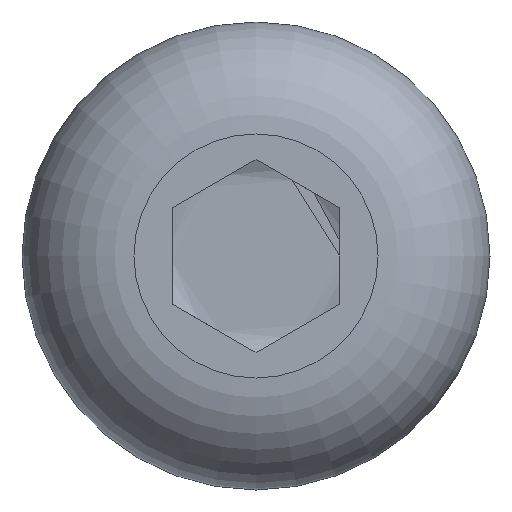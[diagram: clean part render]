
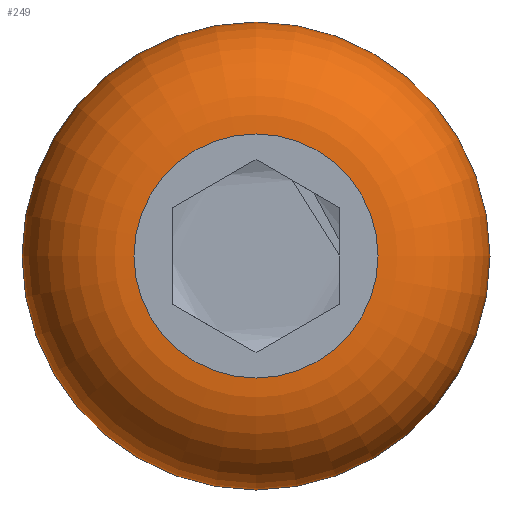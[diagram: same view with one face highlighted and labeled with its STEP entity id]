
A CAD part, left-side view. The second image highlights one B-rep face of the part: STEP entity #249.
In plain terms, the highlighted toroidal (fillet/blend) face has major radius 3.65 mm and minor radius 3.35 mm.
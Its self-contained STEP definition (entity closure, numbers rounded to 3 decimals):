
#74=FACE_OUTER_BOUND('',#90,.T.);
#90=EDGE_LOOP('',(#191,#192,#193,#194,#195));
#109=CIRCLE('',#293,7.);
#110=CIRCLE('',#294,7.);
#111=CIRCLE('',#295,3.35);
#112=CIRCLE('',#296,3.65);
#120=VERTEX_POINT('',#402);
#121=VERTEX_POINT('',#403);
#122=VERTEX_POINT('',#406);
#147=EDGE_CURVE('',#120,#121,#109,.T.);
#148=EDGE_CURVE('',#121,#120,#110,.T.);
#149=EDGE_CURVE('',#120,#122,#111,.T.);
#150=EDGE_CURVE('',#122,#122,#112,.T.);
#191=ORIENTED_EDGE('',*,*,#147,.T.);
#192=ORIENTED_EDGE('',*,*,#148,.T.);
#193=ORIENTED_EDGE('',*,*,#149,.T.);
#194=ORIENTED_EDGE('',*,*,#150,.T.);
#195=ORIENTED_EDGE('',*,*,#149,.F.);
#243=TOROIDAL_SURFACE('',#292,3.65,3.35);
#249=ADVANCED_FACE('',(#74),#243,.T.);
#292=AXIS2_PLACEMENT_3D('',#401,#336,#337);
#293=AXIS2_PLACEMENT_3D('',#404,#338,#339);
#294=AXIS2_PLACEMENT_3D('',#405,#340,#341);
#295=AXIS2_PLACEMENT_3D('',#407,#342,#343);
#296=AXIS2_PLACEMENT_3D('',#408,#344,#345);
#336=DIRECTION('center_axis',(1.,0.,0.));
#337=DIRECTION('ref_axis',(0.,0.,-1.));
#338=DIRECTION('center_axis',(-1.,0.,0.));
#339=DIRECTION('ref_axis',(0.,-1.,0.));
#340=DIRECTION('center_axis',(-1.,0.,0.));
#341=DIRECTION('ref_axis',(0.,-1.,0.));
#342=DIRECTION('center_axis',(0.,-1.,0.));
#343=DIRECTION('ref_axis',(0.,0.,1.));
#344=DIRECTION('center_axis',(1.,0.,0.));
#345=DIRECTION('ref_axis',(0.,-1.,0.));
#401=CARTESIAN_POINT('Origin',(-1.05,0.,0.));
#402=CARTESIAN_POINT('',(-1.05,0.,7.));
#403=CARTESIAN_POINT('',(-1.05,-7.,0.));
#404=CARTESIAN_POINT('Origin',(-1.05,0.,0.));
#405=CARTESIAN_POINT('Origin',(-1.05,0.,0.));
#406=CARTESIAN_POINT('',(-4.4,0.,3.65));
#407=CARTESIAN_POINT('Origin',(-1.05,0.,3.65));
#408=CARTESIAN_POINT('Origin',(-4.4,0.,0.));
